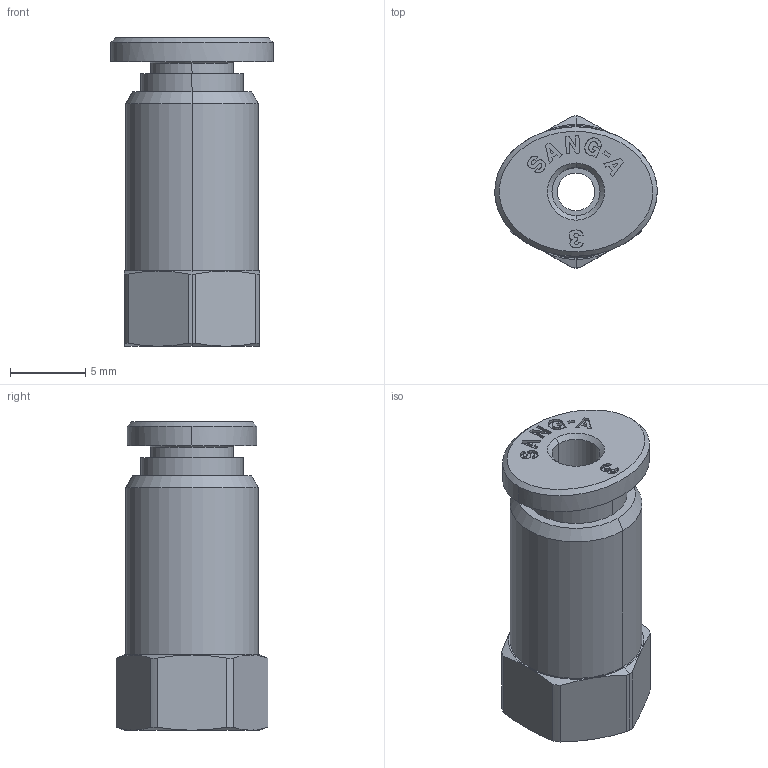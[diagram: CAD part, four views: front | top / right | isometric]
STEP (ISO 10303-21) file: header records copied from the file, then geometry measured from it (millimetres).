
FILE_DESCRIPTION((''),'2;1');
FILE_NAME('GPCF 03M5(3D).stp','2012-12-20T14:07:58',(''),(''),'Mechanical Desktop.R8.0.24.0','Mechanical Desktop.R8.0.24.0',', , ');
FILE_SCHEMA(('CONFIG_CONTROL_DESIGN'));
Length unit declared in the file: millimetre
Products named in the file (2): GPCF 03M5(3D); 睡ヶ1
Assembly tree (1 placements, depth 2):
  GPCF 03M5(3D)
    睡ヶ1
Bounding box: 10.8 x 10.1 x 20.5 mm (x, y, z)
Volume: 1053.9 mm3; surface area: 999.3 mm2
Topology: 1 solids, 1 shells, 272 faces, 742 edges, 487 vertices
Faces by surface type: plane 191, bspline 29, cylinder 28, cone 24
Entity records: 9185 total; most frequent: CARTESIAN_POINT 2255, ORIENTED_EDGE 1484, DIRECTION 1338, EDGE_CURVE 742, VECTOR 578, LINE 578, VERTEX_POINT 487, AXIS2_PLACEMENT_3D 380
